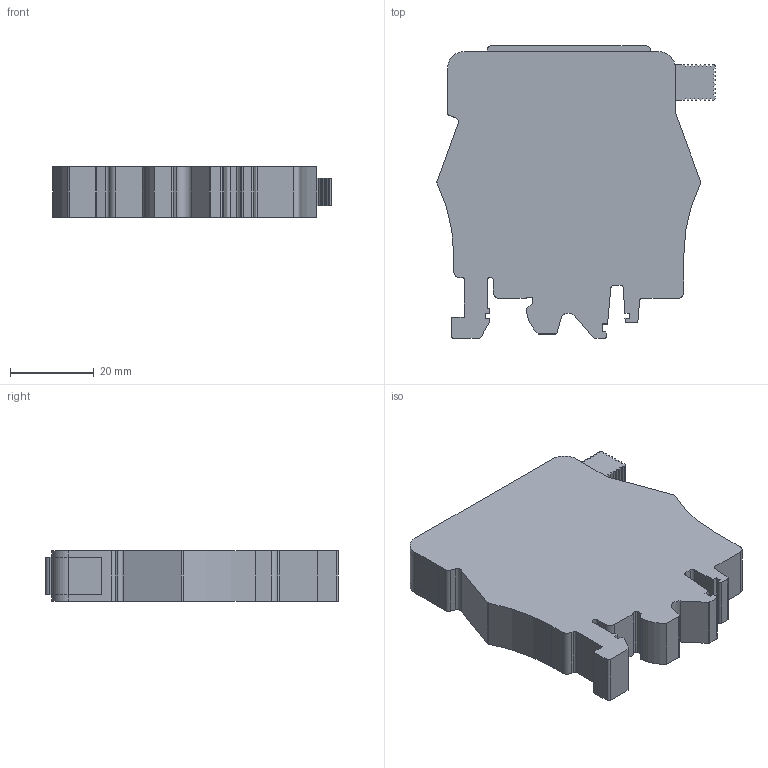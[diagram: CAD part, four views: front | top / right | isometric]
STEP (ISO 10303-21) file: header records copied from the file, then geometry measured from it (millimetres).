
FILE_DESCRIPTION(('Creo Elements/Direct Modeling STEP Export'),'2;1');
FILE_NAME('FPL.10.stp','2013-12-11T 9:20:44',(''),(''),'Creo Elements/Direct Modeling STEP processor for AP214 (Solid Model)','Creo Elements/Direct Modeling 18.0B 02-Dec-2011 (C) Parametric Technology GmbH','');
FILE_SCHEMA(('AUTOMOTIVE_DESIGN { 1 0 10303 214 1 1 1 1 }'));
Length unit declared in the file: millimetre
Products named in the file (2): FPL.10
Assembly tree (1 placements, depth 2):
  FPL.10
    FPL.10
Bounding box: 66.53 x 69.9 x 12 mm (x, y, z)
Volume: 43014.4 mm3; surface area: 11116.7 mm2
Topology: 1 solids, 1 shells, 161 faces, 469 edges, 310 vertices
Faces by surface type: plane 125, cylinder 36
Entity records: 5907 total; most frequent: ORIENTED_EDGE 938, CARTESIAN_POINT 929, DIRECTION 841, EDGE_CURVE 469, VECTOR 397, LINE 397, VERTEX_POINT 310, AXIS2_PLACEMENT_3D 222
